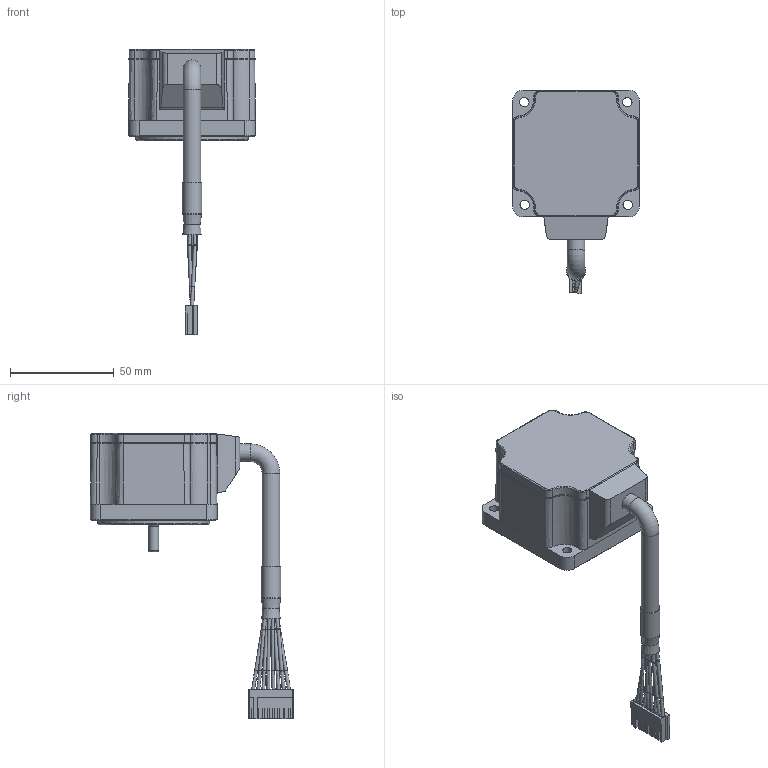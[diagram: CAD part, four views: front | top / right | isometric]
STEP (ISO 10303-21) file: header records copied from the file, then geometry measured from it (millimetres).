
FILE_DESCRIPTION((''),'2;1');
FILE_NAME('K6LH30N2.stp','2014-08-18T10:44:46',('�輺��'),(''),'Autodesk Inventor 2012','Autodesk Inventor 2012','');
FILE_SCHEMA(('CONFIG_CONTROL_DESIGN'));
Length unit declared in the file: inch
Products named in the file (1): Part2
Bounding box: 61.1 x 98 x 137.29 mm (x, y, z)
Volume: 155456.6 mm3; surface area: 31912.9 mm2
Topology: 2 solids, 11 shells, 405 faces, 964 edges, 606 vertices
Faces by surface type: plane 267, cylinder 58, bspline 37, cone 15, revolution 14, torus 14
Full cylindrical faces by diameter (mm): 2.8 x8, 4.5 x4, 4.7 x1, 7.5 x1, 8.5 x2, 9 x1, 9.4 x1, 54 x1
Entity records: 12151 total; most frequent: CARTESIAN_POINT 2860, DIRECTION 1852, ORIENTED_EDGE 1798, EDGE_CURVE 899, VECTOR 644, LINE 644, AXIS2_PLACEMENT_3D 597, VERTEX_POINT 597
